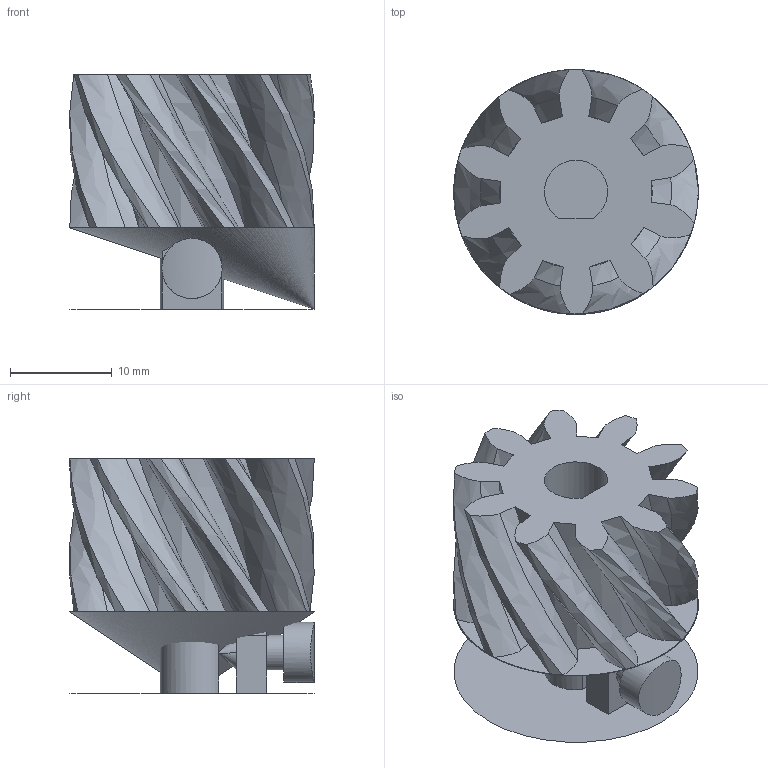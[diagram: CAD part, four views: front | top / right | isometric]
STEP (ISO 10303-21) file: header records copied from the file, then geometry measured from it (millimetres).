
FILE_DESCRIPTION(('FreeCAD Model'),'2;1');
FILE_NAME('Open CASCADE Shape Model','2021-07-31T13:59:06',('Author'),( ''),'Open CASCADE STEP processor 7.5','FreeCAD','Unknown');
FILE_SCHEMA(('AUTOMOTIVE_DESIGN { 1 0 10303 214 1 1 1 1 }'));
Length unit declared in the file: millimetre
Products named in the file (1): Art2MotorGear
Bounding box: 24 x 24 x 23 mm (x, y, z)
Volume: 8435 mm3; surface area: 13481 mm2
Topology: 1 solids, 1 shells, 99 faces, 242 edges, 146 vertices
Faces by surface type: bspline 60, plane 33, cylinder 6
Full cylindrical faces by diameter (mm): 3.4 x2, 5.9 x1
Entity records: 8144 total; most frequent: CARTESIAN_POINT 3936, DIRECTION 527, ORIENTED_EDGE 482, PCURVE 482, DEFINITIONAL_REPRESENTATION 482, LINE 353, VECTOR 353, B_SPLINE_CURVE_WITH_KNOTS 304
